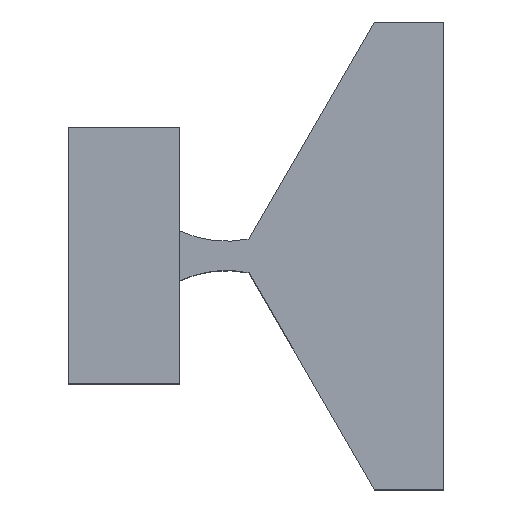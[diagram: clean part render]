
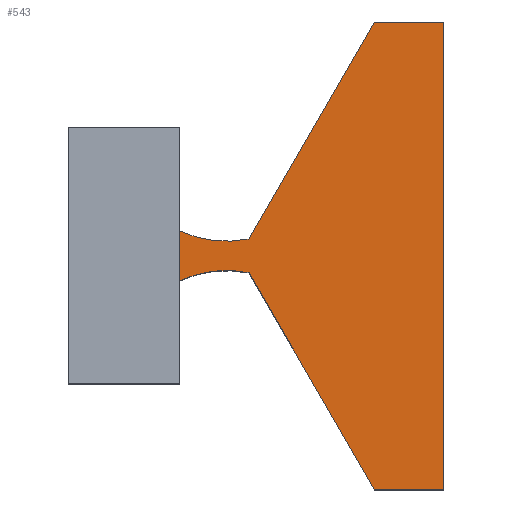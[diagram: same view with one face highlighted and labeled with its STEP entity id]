
A CAD part, top view. The second image highlights one B-rep face of the part: STEP entity #543.
In plain terms, the highlighted planar face has unit normal (0, 0, 1).
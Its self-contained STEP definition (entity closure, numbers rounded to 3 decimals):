
#34 = EDGE_CURVE ( 'NONE', #250, #461, #850, .T. ) ;
#47 = DIRECTION ( 'NONE',  ( 0., 1., 0. ) ) ;
#48 = LINE ( 'NONE', #832, #853 ) ;
#53 = CARTESIAN_POINT ( 'NONE',  ( 11., 8.4, 4. ) ) ;
#54 = VECTOR ( 'NONE', #856, 1000. ) ;
#71 = LINE ( 'NONE', #956, #54 ) ;
#76 = VECTOR ( 'NONE', #513, 1000. ) ;
#86 = CARTESIAN_POINT ( 'NONE',  ( 13.5, 8.4, 4. ) ) ;
#98 = EDGE_CURVE ( 'NONE', #710, #250, #48, .T. ) ;
#105 = EDGE_CURVE ( 'NONE', #997, #494, #489, .T. ) ;
#112 = ORIENTED_EDGE ( 'NONE', *, *, #509, .T. ) ;
#140 = LINE ( 'NONE', #214, #562 ) ;
#153 = VECTOR ( 'NONE', #446, 1000. ) ;
#184 = ORIENTED_EDGE ( 'NONE', *, *, #207, .T. ) ;
#192 = VERTEX_POINT ( 'NONE', #467 ) ;
#207 = EDGE_CURVE ( 'NONE', #192, #997, #71, .T. ) ;
#208 = DIRECTION ( 'NONE',  ( 0., -1., 0. ) ) ;
#214 = CARTESIAN_POINT ( 'NONE',  ( 4., -0.9, 4. ) ) ;
#226 = LINE ( 'NONE', #53, #153 ) ;
#230 = ORIENTED_EDGE ( 'NONE', *, *, #98, .T. ) ;
#250 = VERTEX_POINT ( 'NONE', #873 ) ;
#259 = AXIS2_PLACEMENT_3D ( 'NONE', #912, #354, #443 ) ;
#282 = DIRECTION ( 'NONE',  ( -1., 0., 0. ) ) ;
#295 = LINE ( 'NONE', #378, #782 ) ;
#299 = ORIENTED_EDGE ( 'NONE', *, *, #711, .T. ) ;
#328 = CARTESIAN_POINT ( 'NONE',  ( 6.5, 0.606, 4. ) ) ;
#329 = AXIS2_PLACEMENT_3D ( 'NONE', #362, #931, #358 ) ;
#354 = DIRECTION ( 'NONE',  ( 0., 0., -1. ) ) ;
#358 = DIRECTION ( 'NONE',  ( 1., 0., 0. ) ) ;
#362 = CARTESIAN_POINT ( 'NONE',  ( 5.694, -4.524, 4. ) ) ;
#363 = DIRECTION ( 'NONE',  ( 0.5, -0.866, 0. ) ) ;
#366 = FACE_OUTER_BOUND ( 'NONE', #592, .T. ) ;
#378 = CARTESIAN_POINT ( 'NONE',  ( 13.5, 8.4, 4. ) ) ;
#401 = VERTEX_POINT ( 'NONE', #86 ) ;
#443 = DIRECTION ( 'NONE',  ( 1., 0., 0. ) ) ;
#446 = DIRECTION ( 'NONE',  ( -1., 0., 0. ) ) ;
#461 = VERTEX_POINT ( 'NONE', #876 ) ;
#467 = CARTESIAN_POINT ( 'NONE',  ( 11., 8.4, 4. ) ) ;
#489 = CIRCLE ( 'NONE', #657, 4. ) ;
#494 = VERTEX_POINT ( 'NONE', #1021 ) ;
#509 = EDGE_CURVE ( 'NONE', #401, #192, #226, .T. ) ;
#513 = DIRECTION ( 'NONE',  ( 1., 0., 0. ) ) ;
#517 = CARTESIAN_POINT ( 'NONE',  ( 4., -0.9, 4. ) ) ;
#518 = CARTESIAN_POINT ( 'NONE',  ( 11., -8.4, 4. ) ) ;
#540 = EDGE_CURVE ( 'NONE', #461, #401, #295, .T. ) ;
#543 = ADVANCED_FACE ( 'NONE', ( #366 ), #620, .T. ) ;
#562 = VECTOR ( 'NONE', #208, 1000. ) ;
#572 = ORIENTED_EDGE ( 'NONE', *, *, #34, .T. ) ;
#576 = VERTEX_POINT ( 'NONE', #517 ) ;
#592 = EDGE_LOOP ( 'NONE', ( #789, #299, #918, #230, #572, #643, #112, #184 ) ) ;
#620 = PLANE ( 'NONE',  #329 ) ;
#643 = ORIENTED_EDGE ( 'NONE', *, *, #540, .T. ) ;
#657 = AXIS2_PLACEMENT_3D ( 'NONE', #999, #685, #282 ) ;
#672 = CARTESIAN_POINT ( 'NONE',  ( 6.5, -0.606, 4. ) ) ;
#676 = EDGE_CURVE ( 'NONE', #576, #710, #708, .T. ) ;
#685 = DIRECTION ( 'NONE',  ( 0., 0., -1. ) ) ;
#708 = CIRCLE ( 'NONE', #259, 4. ) ;
#710 = VERTEX_POINT ( 'NONE', #672 ) ;
#711 = EDGE_CURVE ( 'NONE', #494, #576, #140, .T. ) ;
#782 = VECTOR ( 'NONE', #47, 1000. ) ;
#789 = ORIENTED_EDGE ( 'NONE', *, *, #105, .T. ) ;
#832 = CARTESIAN_POINT ( 'NONE',  ( 11., -8.4, 4. ) ) ;
#850 = LINE ( 'NONE', #518, #76 ) ;
#853 = VECTOR ( 'NONE', #363, 1000. ) ;
#856 = DIRECTION ( 'NONE',  ( -0.5, -0.866, 0. ) ) ;
#873 = CARTESIAN_POINT ( 'NONE',  ( 11., -8.4, 4. ) ) ;
#876 = CARTESIAN_POINT ( 'NONE',  ( 13.5, -8.4, 4. ) ) ;
#912 = CARTESIAN_POINT ( 'NONE',  ( 5.694, -4.524, 4. ) ) ;
#918 = ORIENTED_EDGE ( 'NONE', *, *, #676, .T. ) ;
#931 = DIRECTION ( 'NONE',  ( 0., 0., 1. ) ) ;
#956 = CARTESIAN_POINT ( 'NONE',  ( 11., 8.4, 4. ) ) ;
#997 = VERTEX_POINT ( 'NONE', #328 ) ;
#999 = CARTESIAN_POINT ( 'NONE',  ( 5.694, 4.524, 4. ) ) ;
#1021 = CARTESIAN_POINT ( 'NONE',  ( 4., 0.9, 4. ) ) ;
